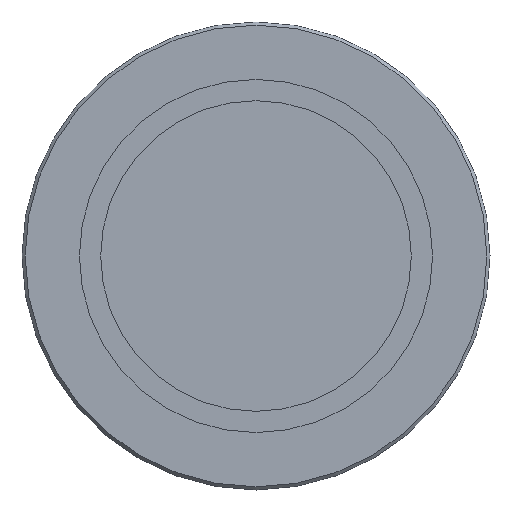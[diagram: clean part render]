
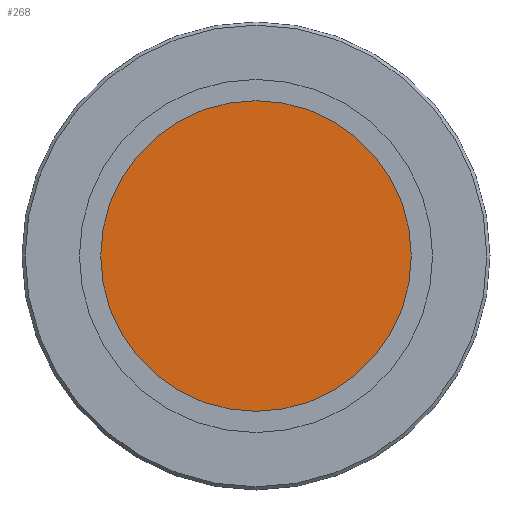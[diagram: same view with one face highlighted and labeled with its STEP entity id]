
A CAD part, left-side view. The second image highlights one B-rep face of the part: STEP entity #268.
In plain terms, the highlighted planar face has unit normal (-1, 0, 0).
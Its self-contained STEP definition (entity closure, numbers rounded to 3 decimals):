
#17 = PLANE ( 'NONE',  #33 ) ;
#33 = AXIS2_PLACEMENT_3D ( 'NONE', #317, #71, #319 ) ;
#59 = EDGE_LOOP ( 'NONE', ( #242 ) ) ;
#71 = DIRECTION ( 'NONE',  ( 1., 0., 0. ) ) ;
#94 = EDGE_CURVE ( 'NONE', #326, #326, #175, .T. ) ;
#98 = FACE_OUTER_BOUND ( 'NONE', #59, .T. ) ;
#131 = AXIS2_PLACEMENT_3D ( 'NONE', #148, #340, #213 ) ;
#148 = CARTESIAN_POINT ( 'NONE',  ( 0., 0., 0. ) ) ;
#169 = CARTESIAN_POINT ( 'NONE',  ( 0., 0., 36.5 ) ) ;
#175 = CIRCLE ( 'NONE', #131, 36.5 ) ;
#213 = DIRECTION ( 'NONE',  ( 0., 0., 1. ) ) ;
#242 = ORIENTED_EDGE ( 'NONE', *, *, #94, .F. ) ;
#268 = ADVANCED_FACE ( 'NONE', ( #98 ), #17, .F. ) ;
#317 = CARTESIAN_POINT ( 'NONE',  ( 0., 0., 0. ) ) ;
#319 = DIRECTION ( 'NONE',  ( 0., 0., -1. ) ) ;
#326 = VERTEX_POINT ( 'NONE', #169 ) ;
#340 = DIRECTION ( 'NONE',  ( 1., 0., 0. ) ) ;
